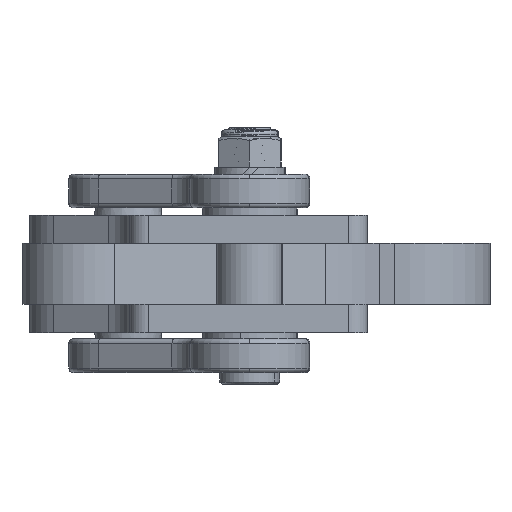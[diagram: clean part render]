
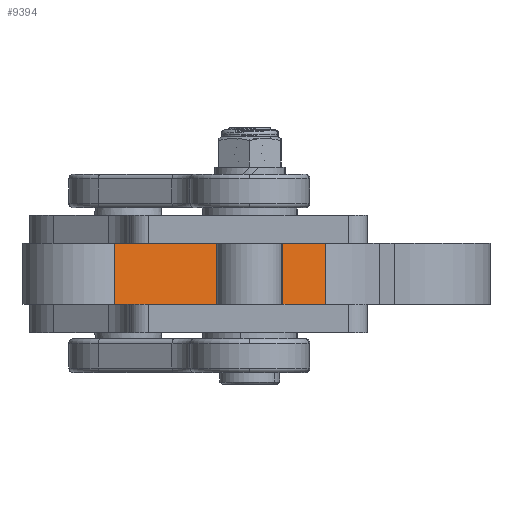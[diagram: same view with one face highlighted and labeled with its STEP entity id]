
A CAD part, front view. The second image highlights one B-rep face of the part: STEP entity #9394.
In plain terms, the highlighted face is planar.
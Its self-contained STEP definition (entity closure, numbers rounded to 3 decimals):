
#641 = CARTESIAN_POINT ( 'NONE',  ( 13.1, 0., 0. ) ) ;
#2157 = ORIENTED_EDGE ( 'NONE', *, *, #45552, .T. ) ;
#2197 = LINE ( 'NONE', #11759, #41037 ) ;
#5466 = LINE ( 'NONE', #53909, #29772 ) ;
#6888 = PLANE ( 'NONE',  #45345 ) ;
#9394 = ADVANCED_FACE ( 'NONE', ( #47959 ), #6888, .F. ) ;
#11100 = CARTESIAN_POINT ( 'NONE',  ( 13.1, 51.932, 13. ) ) ;
#11759 = CARTESIAN_POINT ( 'NONE',  ( 13.1, 51.932, 13. ) ) ;
#11772 = DIRECTION ( 'NONE',  ( 0., 0., 1. ) ) ;
#12571 = EDGE_CURVE ( 'NONE', #15170, #32956, #5466, .T. ) ;
#13492 = DIRECTION ( 'NONE',  ( 0., 1., 0. ) ) ;
#15016 = CARTESIAN_POINT ( 'NONE',  ( 13.1, 51.932, 0. ) ) ;
#15170 = VERTEX_POINT ( 'NONE', #27508 ) ;
#16676 = DIRECTION ( 'NONE',  ( 0., 0., -1. ) ) ;
#25497 = ORIENTED_EDGE ( 'NONE', *, *, #12571, .T. ) ;
#27508 = CARTESIAN_POINT ( 'NONE',  ( 13.1, 0., 13. ) ) ;
#27596 = VECTOR ( 'NONE', #13492, 1000. ) ;
#28027 = VERTEX_POINT ( 'NONE', #15016 ) ;
#28728 = VERTEX_POINT ( 'NONE', #11100 ) ;
#29735 = DIRECTION ( 'NONE',  ( 0., 1., 0. ) ) ;
#29772 = VECTOR ( 'NONE', #58812, 1000. ) ;
#31308 = EDGE_CURVE ( 'NONE', #28728, #28027, #2197, .T. ) ;
#32956 = VERTEX_POINT ( 'NONE', #46577 ) ;
#40946 = DIRECTION ( 'NONE',  ( -1., 0., 0. ) ) ;
#41037 = VECTOR ( 'NONE', #16676, 1000. ) ;
#42495 = ORIENTED_EDGE ( 'NONE', *, *, #48702, .F. ) ;
#45055 = EDGE_LOOP ( 'NONE', ( #2157, #57297, #42495, #25497 ) ) ;
#45345 = AXIS2_PLACEMENT_3D ( 'NONE', #50351, #40946, #11772 ) ;
#45552 = EDGE_CURVE ( 'NONE', #32956, #28027, #63016, .T. ) ;
#46577 = CARTESIAN_POINT ( 'NONE',  ( 13.1, 0., 0. ) ) ;
#47589 = CARTESIAN_POINT ( 'NONE',  ( 13.1, 0., 13. ) ) ;
#47959 = FACE_OUTER_BOUND ( 'NONE', #45055, .T. ) ;
#48702 = EDGE_CURVE ( 'NONE', #15170, #28728, #53514, .T. ) ;
#50053 = VECTOR ( 'NONE', #29735, 1000. ) ;
#50351 = CARTESIAN_POINT ( 'NONE',  ( 13.1, 0., 13. ) ) ;
#53514 = LINE ( 'NONE', #47589, #27596 ) ;
#53909 = CARTESIAN_POINT ( 'NONE',  ( 13.1, 0., 13. ) ) ;
#57297 = ORIENTED_EDGE ( 'NONE', *, *, #31308, .F. ) ;
#58812 = DIRECTION ( 'NONE',  ( 0., 0., -1. ) ) ;
#63016 = LINE ( 'NONE', #641, #50053 ) ;
